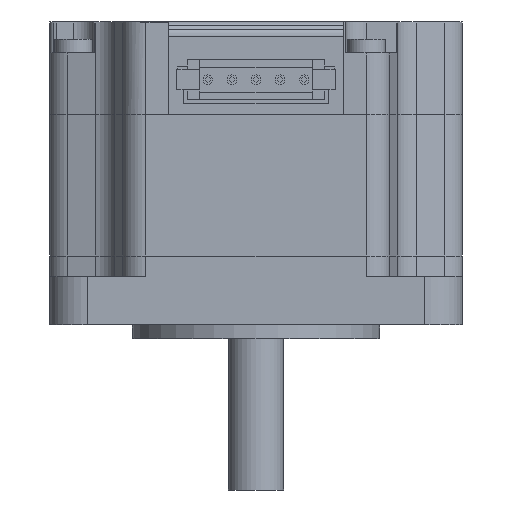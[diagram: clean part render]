
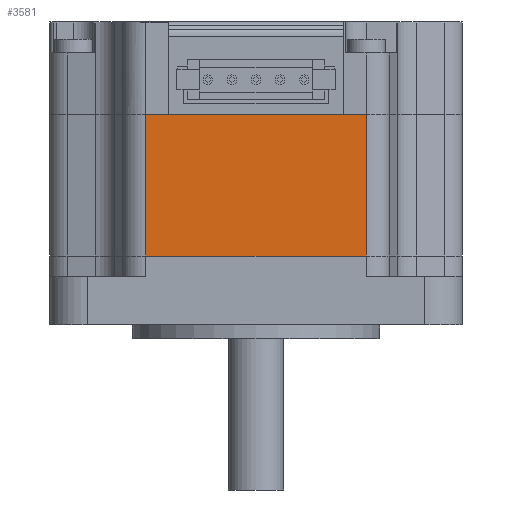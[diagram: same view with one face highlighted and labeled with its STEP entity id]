
A CAD part, front view. The second image highlights one B-rep face of the part: STEP entity #3581.
In plain terms, the highlighted planar face has unit normal (0, -1, 0).
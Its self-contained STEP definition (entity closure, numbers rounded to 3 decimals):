
#159 = EDGE_LOOP ( 'NONE', ( #3885, #6530, #5598, #4553 ) ) ;
#468 = CARTESIAN_POINT ( 'NONE',  ( -15.989, -30., 30.5 ) ) ;
#471 = DIRECTION ( 'NONE',  ( 0., 0., -1. ) ) ;
#644 = EDGE_CURVE ( 'NONE', #5068, #6936, #793, .T. ) ;
#793 = LINE ( 'NONE', #3717, #6532 ) ;
#1047 = PLANE ( 'NONE',  #5124 ) ;
#1076 = DIRECTION ( 'NONE',  ( -1., 0., 0. ) ) ;
#1241 = VECTOR ( 'NONE', #7239, 1000. ) ;
#1372 = VECTOR ( 'NONE', #471, 1000. ) ;
#1398 = VERTEX_POINT ( 'NONE', #3190 ) ;
#1872 = DIRECTION ( 'NONE',  ( 1., 0., 0. ) ) ;
#2043 = VECTOR ( 'NONE', #1872, 1000. ) ;
#2083 = EDGE_CURVE ( 'NONE', #6936, #6733, #2952, .T. ) ;
#2952 = LINE ( 'NONE', #6367, #1372 ) ;
#3122 = DIRECTION ( 'NONE',  ( 1., 0., 0. ) ) ;
#3190 = CARTESIAN_POINT ( 'NONE',  ( -15.989, -30., 10. ) ) ;
#3581 = ADVANCED_FACE ( 'NONE', ( #5402 ), #1047, .F. ) ;
#3717 = CARTESIAN_POINT ( 'NONE',  ( -15.989, -30., 30.5 ) ) ;
#3885 = ORIENTED_EDGE ( 'NONE', *, *, #6697, .T. ) ;
#4011 = CARTESIAN_POINT ( 'NONE',  ( -15.989, -30., 30.5 ) ) ;
#4387 = LINE ( 'NONE', #4894, #1241 ) ;
#4553 = ORIENTED_EDGE ( 'NONE', *, *, #6073, .T. ) ;
#4613 = DIRECTION ( 'NONE',  ( 0., 1., 0. ) ) ;
#4894 = CARTESIAN_POINT ( 'NONE',  ( -15.989, -30., 30.5 ) ) ;
#5068 = VERTEX_POINT ( 'NONE', #4011 ) ;
#5124 = AXIS2_PLACEMENT_3D ( 'NONE', #468, #4613, #1076 ) ;
#5398 = CARTESIAN_POINT ( 'NONE',  ( -15.989, -30., 10. ) ) ;
#5402 = FACE_OUTER_BOUND ( 'NONE', #159, .T. ) ;
#5598 = ORIENTED_EDGE ( 'NONE', *, *, #644, .F. ) ;
#5766 = CARTESIAN_POINT ( 'NONE',  ( 15.989, -30., 30.5 ) ) ;
#6073 = EDGE_CURVE ( 'NONE', #5068, #1398, #4387, .T. ) ;
#6367 = CARTESIAN_POINT ( 'NONE',  ( 15.989, -30., 30.5 ) ) ;
#6530 = ORIENTED_EDGE ( 'NONE', *, *, #2083, .F. ) ;
#6532 = VECTOR ( 'NONE', #3122, 1000. ) ;
#6560 = LINE ( 'NONE', #5398, #2043 ) ;
#6579 = CARTESIAN_POINT ( 'NONE',  ( 15.989, -30., 10. ) ) ;
#6697 = EDGE_CURVE ( 'NONE', #1398, #6733, #6560, .T. ) ;
#6733 = VERTEX_POINT ( 'NONE', #6579 ) ;
#6936 = VERTEX_POINT ( 'NONE', #5766 ) ;
#7239 = DIRECTION ( 'NONE',  ( 0., 0., -1. ) ) ;
